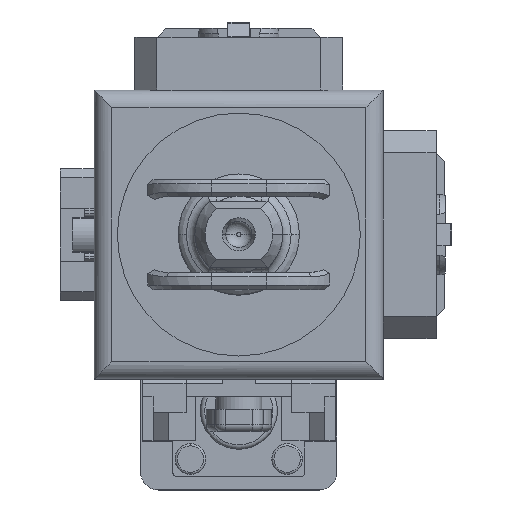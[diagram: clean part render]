
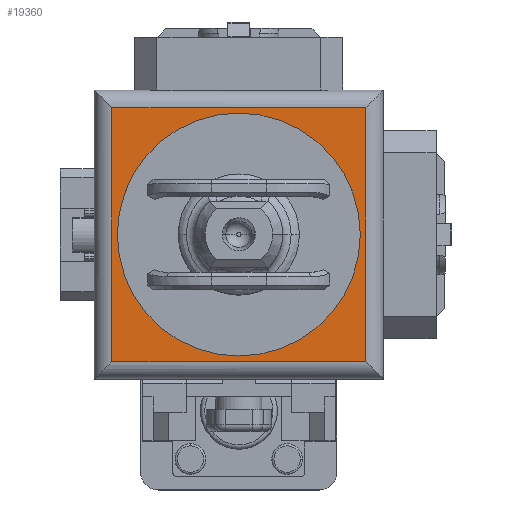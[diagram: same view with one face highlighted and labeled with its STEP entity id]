
A CAD part, top view. The second image highlights one B-rep face of the part: STEP entity #19360.
In plain terms, the highlighted face is planar.
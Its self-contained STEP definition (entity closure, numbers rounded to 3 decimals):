
#179 = CIRCLE ( 'NONE', #28929, 5.525 ) ;
#820 = CARTESIAN_POINT ( 'NONE',  ( 0., 0., -10.15 ) ) ;
#822 = DIRECTION ( 'NONE',  ( 0., 0., 1. ) ) ;
#823 = DIRECTION ( 'NONE',  ( 0., 1., 0. ) ) ;
#8961 = CARTESIAN_POINT ( 'NONE',  ( 5.5, 5.5, -10.15 ) ) ;
#8965 = PLANE ( 'NONE',  #9477 ) ;
#8973 = DIRECTION ( 'NONE',  ( 0., 0., -1. ) ) ;
#8974 = DIRECTION ( 'NONE',  ( 0., -1., 0. ) ) ;
#9477 = AXIS2_PLACEMENT_3D ( 'NONE', #8961, #8973, #8974 ) ;
#9988 = FACE_BOUND ( 'NONE', #14540, .T. ) ;
#9999 = FACE_OUTER_BOUND ( 'NONE', #14543, .T. ) ;
#14540 = EDGE_LOOP ( 'NONE', ( #14597, #14598 ) ) ;
#14543 = EDGE_LOOP ( 'NONE', ( #14593, #14594, #14595, #14596 ) ) ;
#14593 = ORIENTED_EDGE ( 'NONE', *, *, #15365, .T. ) ;
#14594 = ORIENTED_EDGE ( 'NONE', *, *, #15364, .T. ) ;
#14595 = ORIENTED_EDGE ( 'NONE', *, *, #15363, .F. ) ;
#14596 = ORIENTED_EDGE ( 'NONE', *, *, #15366, .F. ) ;
#14597 = ORIENTED_EDGE ( 'NONE', *, *, #15572, .T. ) ;
#14598 = ORIENTED_EDGE ( 'NONE', *, *, #15362, .T. ) ;
#14634 = VERTEX_POINT ( 'NONE', #21126 ) ;
#14635 = VERTEX_POINT ( 'NONE', #21134 ) ;
#14636 = VERTEX_POINT ( 'NONE', #21135 ) ;
#14637 = VERTEX_POINT ( 'NONE', #21136 ) ;
#14736 = VERTEX_POINT ( 'NONE', #21235 ) ;
#14750 = VERTEX_POINT ( 'NONE', #21249 ) ;
#15362 = EDGE_CURVE ( 'NONE', #14736, #14750, #28016, .T. ) ;
#15363 = EDGE_CURVE ( 'NONE', #14634, #14635, #28015, .T. ) ;
#15364 = EDGE_CURVE ( 'NONE', #14636, #14635, #28014, .T. ) ;
#15365 = EDGE_CURVE ( 'NONE', #14637, #14636, #28013, .T. ) ;
#15366 = EDGE_CURVE ( 'NONE', #14637, #14634, #28021, .T. ) ;
#15572 = EDGE_CURVE ( 'NONE', #14750, #14736, #179, .T. ) ;
#19360 = ADVANCED_FACE ( 'NONE', ( #9999, #9988 ), #8965, .T. ) ;
#21126 = CARTESIAN_POINT ( 'NONE',  ( -5.775, -5.775, -10.15 ) ) ;
#21134 = CARTESIAN_POINT ( 'NONE',  ( 5.775, -5.775, -10.15 ) ) ;
#21135 = CARTESIAN_POINT ( 'NONE',  ( 5.775, 5.775, -10.15 ) ) ;
#21136 = CARTESIAN_POINT ( 'NONE',  ( -5.775, 5.775, -10.15 ) ) ;
#21235 = CARTESIAN_POINT ( 'NONE',  ( 0., 5.525, -10.15 ) ) ;
#21249 = CARTESIAN_POINT ( 'NONE',  ( 0., -5.525, -10.15 ) ) ;
#28008 = VECTOR ( 'NONE', #28552, 1000. ) ;
#28013 = LINE ( 'NONE', #28553, #28019 ) ;
#28014 = LINE ( 'NONE', #28551, #28017 ) ;
#28015 = LINE ( 'NONE', #28545, #28008 ) ;
#28016 = CIRCLE ( 'NONE', #28897, 5.525 ) ;
#28017 = VECTOR ( 'NONE', #28554, 1000. ) ;
#28019 = VECTOR ( 'NONE', #28556, 1000. ) ;
#28021 = LINE ( 'NONE', #28557, #28022 ) ;
#28022 = VECTOR ( 'NONE', #28558, 1000. ) ;
#28545 = CARTESIAN_POINT ( 'NONE',  ( -11.6, -5.775, -10.15 ) ) ;
#28548 = CARTESIAN_POINT ( 'NONE',  ( 0., 0., -10.15 ) ) ;
#28549 = DIRECTION ( 'NONE',  ( 0., 0., 1. ) ) ;
#28550 = DIRECTION ( 'NONE',  ( 0., 1., 0. ) ) ;
#28551 = CARTESIAN_POINT ( 'NONE',  ( 5.775, 9.675, -10.15 ) ) ;
#28552 = DIRECTION ( 'NONE',  ( 1., 0., 0. ) ) ;
#28553 = CARTESIAN_POINT ( 'NONE',  ( -11.6, 5.775, -10.15 ) ) ;
#28554 = DIRECTION ( 'NONE',  ( 0., -1., 0. ) ) ;
#28556 = DIRECTION ( 'NONE',  ( 1., 0., 0. ) ) ;
#28557 = CARTESIAN_POINT ( 'NONE',  ( -5.775, 9.675, -10.15 ) ) ;
#28558 = DIRECTION ( 'NONE',  ( 0., -1., 0. ) ) ;
#28897 = AXIS2_PLACEMENT_3D ( 'NONE', #28548, #28549, #28550 ) ;
#28929 = AXIS2_PLACEMENT_3D ( 'NONE', #820, #822, #823 ) ;
